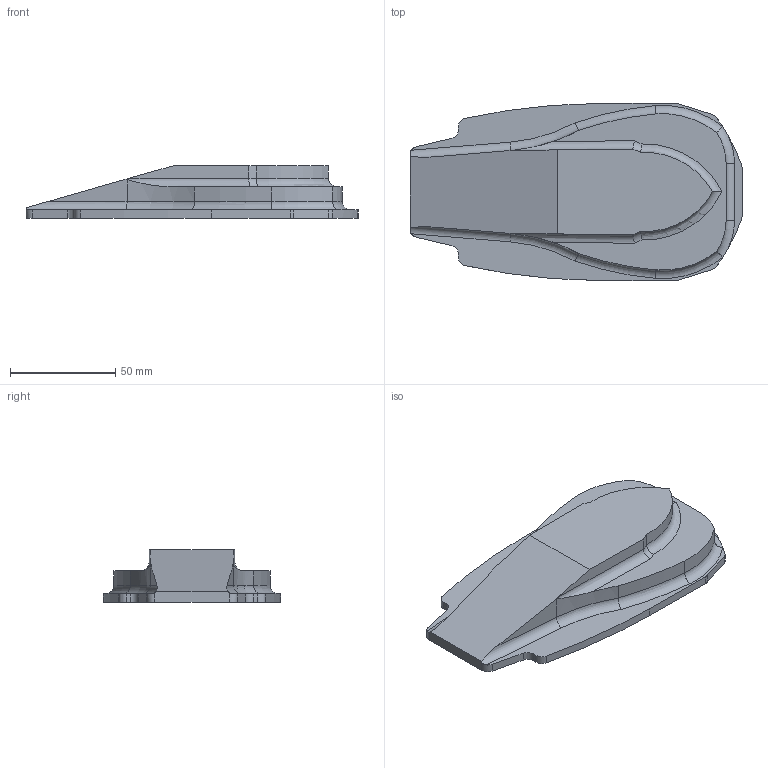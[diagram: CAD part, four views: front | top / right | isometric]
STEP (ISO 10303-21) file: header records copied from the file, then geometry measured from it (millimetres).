
FILE_DESCRIPTION(/* description */ ('STEP AP242','CAx-IF Rec.Pracs.---Representation and Presentation of Product Manufacturing Information (PMI)---4.0---2014-10-13','CAx-IF Rec.Pracs.---3D Tessellated Geometry---0.4---2014-09-14','2;1'),/* implementation_level */ '2;1');
FILE_NAME(/* name */ '6680e4afc52aac4be03f4356',/* time_stamp */ '2024-06-30T04:53:04Z',/* author */ (''),/* organization */ (''),/* preprocessor_version */ 'ST-DEVELOPER v20',/* originating_system */ ' ',/* authorisation */ ' ');
FILE_SCHEMA (('AP242_MANAGED_MODEL_BASED_3D_ENGINEERING_MIM_LF { 1 0 10303 442 1 1 4 }'));
Length unit declared in the file: metre
Products named in the file (1): Part 2
Bounding box: 158.07 x 84.62 x 25 mm (x, y, z)
Volume: 162033 mm3; surface area: 29678.2 mm2
Topology: 1 solids, 1 shells, 67 faces, 180 edges, 115 vertices
Faces by surface type: cylinder 33, plane 24, torus 10
Entity records: 2180 total; most frequent: CARTESIAN_POINT 449, DIRECTION 373, ORIENTED_EDGE 360, EDGE_CURVE 180, AXIS2_PLACEMENT_3D 144, VERTEX_POINT 115, LINE 85, VECTOR 85
